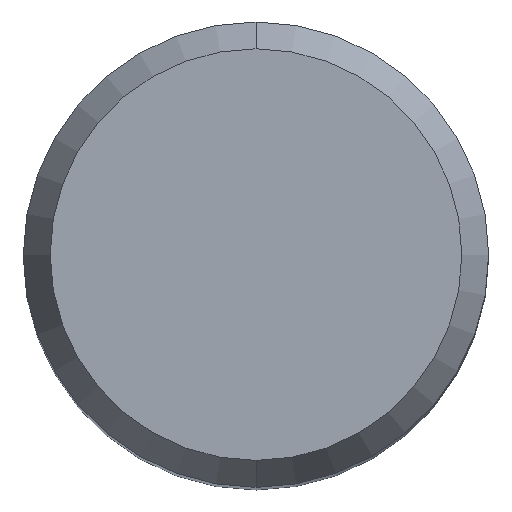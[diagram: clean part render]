
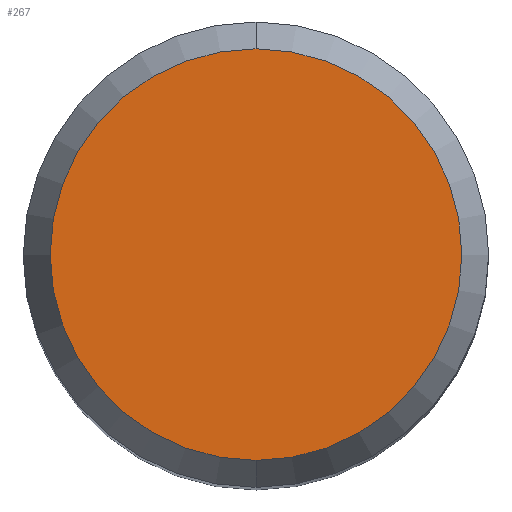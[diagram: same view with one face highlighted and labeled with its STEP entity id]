
A CAD part, top view. The second image highlights one B-rep face of the part: STEP entity #267.
In plain terms, the highlighted planar face has unit normal (0, 0, 1).
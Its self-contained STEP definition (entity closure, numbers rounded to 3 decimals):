
#179=VERTEX_POINT('',#472);
#199=EDGE_CURVE('',#179,#363,#495,.T.);
#267=ADVANCED_FACE('',(#565),#566,.T.);
#363=VERTEX_POINT('',#674);
#421=EDGE_CURVE('',#363,#179,#739,.T.);
#472=CARTESIAN_POINT('',(0.,-3.538,0.));
#495=CIRCLE('',#845,3.538);
#565=FACE_OUTER_BOUND('',#1020,.T.);
#566=PLANE('',#1021);
#674=CARTESIAN_POINT('',(0.0,3.538,0.));
#739=CIRCLE('',#1336,3.538);
#845=AXIS2_PLACEMENT_3D('',#1450,#1451,#1452);
#1020=EDGE_LOOP('',(#1500,#1501));
#1021=AXIS2_PLACEMENT_3D('',#1502,#1503,#1504);
#1336=AXIS2_PLACEMENT_3D('',#1708,#1709,#1710);
#1450=CARTESIAN_POINT('',(0.0,0.0,0.));
#1451=DIRECTION('',(0.0,0.0,-1.0));
#1452=DIRECTION('',(0.0,1.0,0.0));
#1500=ORIENTED_EDGE('',*,*,#421,.F.);
#1501=ORIENTED_EDGE('',*,*,#199,.F.);
#1502=CARTESIAN_POINT('',(0.0,1.769,0.));
#1503=DIRECTION('',(-0.0,0.0,1.0));
#1504=DIRECTION('',(0.0,-1.0,0.0));
#1708=CARTESIAN_POINT('',(0.0,0.0,0.));
#1709=DIRECTION('',(0.0,0.0,-1.0));
#1710=DIRECTION('',(0.0,1.0,0.0));
